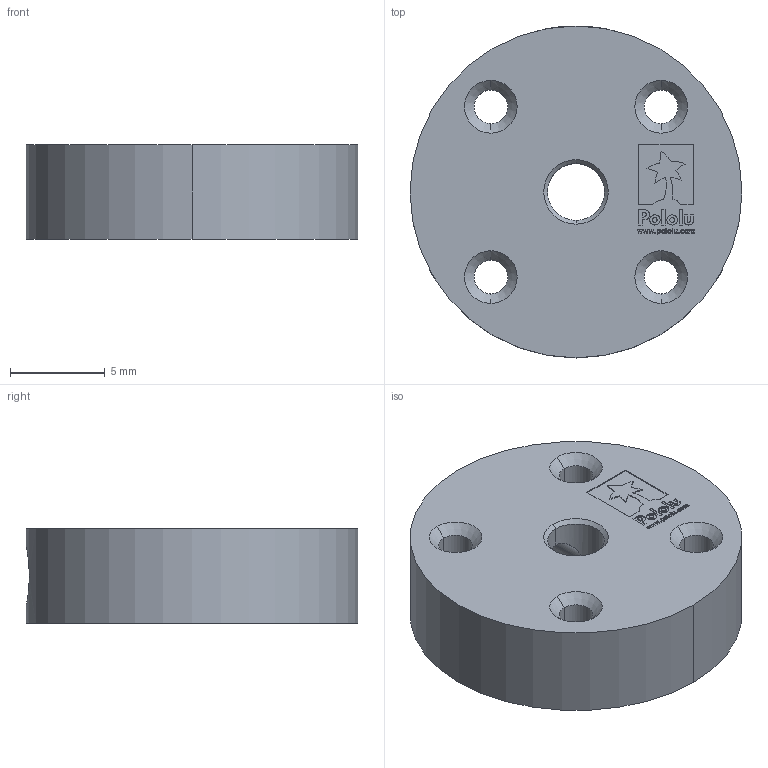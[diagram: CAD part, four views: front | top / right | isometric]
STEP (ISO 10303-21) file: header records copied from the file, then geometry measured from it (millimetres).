
FILE_DESCRIPTION (( 'STEP AP214' ), '1' );
FILE_NAME ('shaft_mount.STEP', '2023-11-05T20:27:13', ( '' ), ( '' ), 'SwSTEP 2.0', 'SolidWorks 2023', '' );
FILE_SCHEMA (( 'AUTOMOTIVE_DESIGN' ));
Length unit declared in the file: millimetre
Products named in the file (1): shaft_mount
Bounding box: 17.5 x 17.5 x 5 mm (x, y, z)
Volume: 1073.3 mm3; surface area: 917.3 mm2
Topology: 1 solids, 1 shells, 285 faces, 751 edges, 494 vertices
Faces by surface type: plane 151, bspline 100, cone 20, cylinder 14
Entity records: 13020 total; most frequent: CARTESIAN_POINT 6591, ORIENTED_EDGE 1502, DIRECTION 959, EDGE_CURVE 751, LINE 499, VECTOR 499, VERTEX_POINT 494, EDGE_LOOP 323
